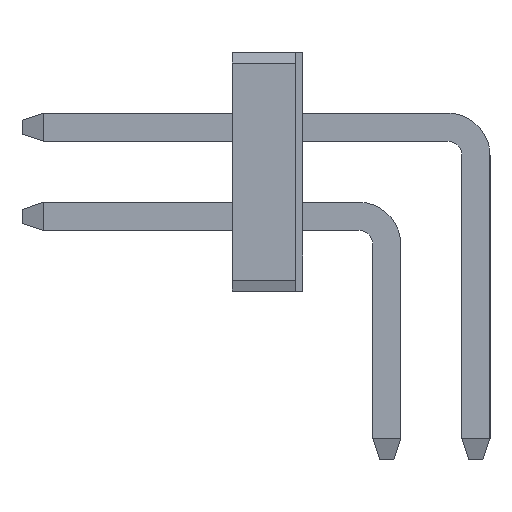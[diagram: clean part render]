
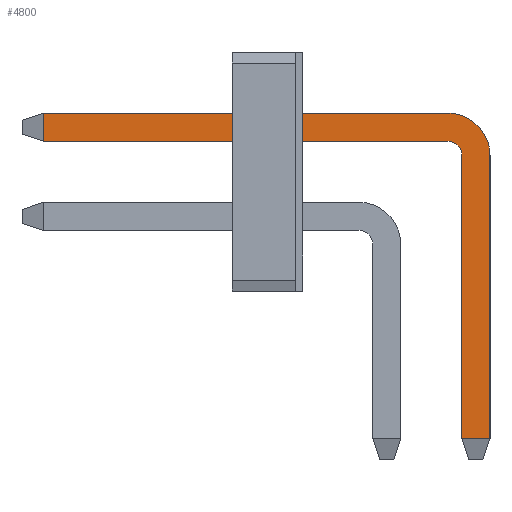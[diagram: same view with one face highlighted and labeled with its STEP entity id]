
A CAD part, left-side view. The second image highlights one B-rep face of the part: STEP entity #4800.
In plain terms, the highlighted planar face has unit normal (-1, 0, 0).
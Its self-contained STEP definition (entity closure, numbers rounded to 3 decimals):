
#4554=CARTESIAN_POINT('',(-0.2,3.7,0.435));
#4555=VERTEX_POINT('',#4554);
#4578=CARTESIAN_POINT('',(-0.2,3.7,0.835));
#4579=VERTEX_POINT('',#4578);
#4580=CARTESIAN_POINT('',(-0.2,3.7,0.435));
#4581=DIRECTION('',(0.,0.,1.));
#4582=VECTOR('',#4581,0.4);
#4583=LINE('',#4580,#4582);
#4584=EDGE_CURVE('',#4555,#4579,#4583,.T.);
#4625=CARTESIAN_POINT('',(-0.2,-2.07,0.835));
#4626=VERTEX_POINT('',#4625);
#4627=CARTESIAN_POINT('',(-0.2,3.7,0.835));
#4628=DIRECTION('',(0.,-1.,0.));
#4629=VECTOR('',#4628,5.77);
#4630=LINE('',#4627,#4629);
#4631=EDGE_CURVE('',#4579,#4626,#4630,.T.);
#4732=CARTESIAN_POINT('',(-0.2,-2.07,0.435));
#4733=VERTEX_POINT('',#4732);
#4740=CARTESIAN_POINT('',(-0.2,-2.07,0.435));
#4741=DIRECTION('',(0.,1.,0.));
#4742=VECTOR('',#4741,5.77);
#4743=LINE('',#4740,#4742);
#4744=EDGE_CURVE('',#4733,#4555,#4743,.T.);
#4750=CARTESIAN_POINT('',(-0.2,4.,0.835));
#4751=DIRECTION('',(0.,0.,-1.));
#4752=DIRECTION('',(-1.,-0.,-0.));
#4753=AXIS2_PLACEMENT_3D('',#4750,#4752,#4751);
#4754=PLANE('',#4753);
#4755=ORIENTED_EDGE('',*,*,#4744,.F.);
#4756=CARTESIAN_POINT('',(-0.2,-2.27,0.235));
#4757=VERTEX_POINT('',#4756);
#4758=CARTESIAN_POINT('',(-0.2,-2.07,0.235));
#4759=DIRECTION('',(0.,0.,1.));
#4760=DIRECTION('',(1.,0.,0.));
#4761=AXIS2_PLACEMENT_3D('',#4758,#4760,#4759);
#4762=CIRCLE('',#4761,0.2);
#4763=EDGE_CURVE('',#4733,#4757,#4762,.T.);
#4764=ORIENTED_EDGE('',*,*,#4763,.T.);
#4765=CARTESIAN_POINT('',(-0.2,-2.27,-3.8));
#4766=VERTEX_POINT('',#4765);
#4767=CARTESIAN_POINT('',(-0.2,-2.27,0.235));
#4768=DIRECTION('',(0.,0.,-1.));
#4769=VECTOR('',#4768,4.035);
#4770=LINE('',#4767,#4769);
#4771=EDGE_CURVE('',#4757,#4766,#4770,.T.);
#4772=ORIENTED_EDGE('',*,*,#4771,.T.);
#4773=CARTESIAN_POINT('',(-0.2,-2.67,-3.8));
#4774=VERTEX_POINT('',#4773);
#4775=CARTESIAN_POINT('',(-0.2,-2.27,-3.8));
#4776=DIRECTION('',(0.,-1.,0.));
#4777=VECTOR('',#4776,0.4);
#4778=LINE('',#4775,#4777);
#4779=EDGE_CURVE('',#4766,#4774,#4778,.T.);
#4780=ORIENTED_EDGE('',*,*,#4779,.T.);
#4781=CARTESIAN_POINT('',(-0.2,-2.67,0.235));
#4782=VERTEX_POINT('',#4781);
#4783=CARTESIAN_POINT('',(-0.2,-2.67,-3.8));
#4784=DIRECTION('',(0.,0.,1.));
#4785=VECTOR('',#4784,4.035);
#4786=LINE('',#4783,#4785);
#4787=EDGE_CURVE('',#4774,#4782,#4786,.T.);
#4788=ORIENTED_EDGE('',*,*,#4787,.T.);
#4789=CARTESIAN_POINT('',(-0.2,-2.07,0.235));
#4790=DIRECTION('',(0.,-1.,0.));
#4791=DIRECTION('',(-1.,0.,0.));
#4792=AXIS2_PLACEMENT_3D('',#4789,#4791,#4790);
#4793=CIRCLE('',#4792,0.6);
#4794=EDGE_CURVE('',#4782,#4626,#4793,.T.);
#4795=ORIENTED_EDGE('',*,*,#4794,.T.);
#4796=ORIENTED_EDGE('',*,*,#4631,.F.);
#4797=ORIENTED_EDGE('',*,*,#4584,.F.);
#4798=EDGE_LOOP('',(#4755,#4764,#4772,#4780,#4788,#4795,#4796,#4797));
#4799=FACE_OUTER_BOUND('',#4798,.T.);
#4800=ADVANCED_FACE('',(#4799),#4754,.T.);
